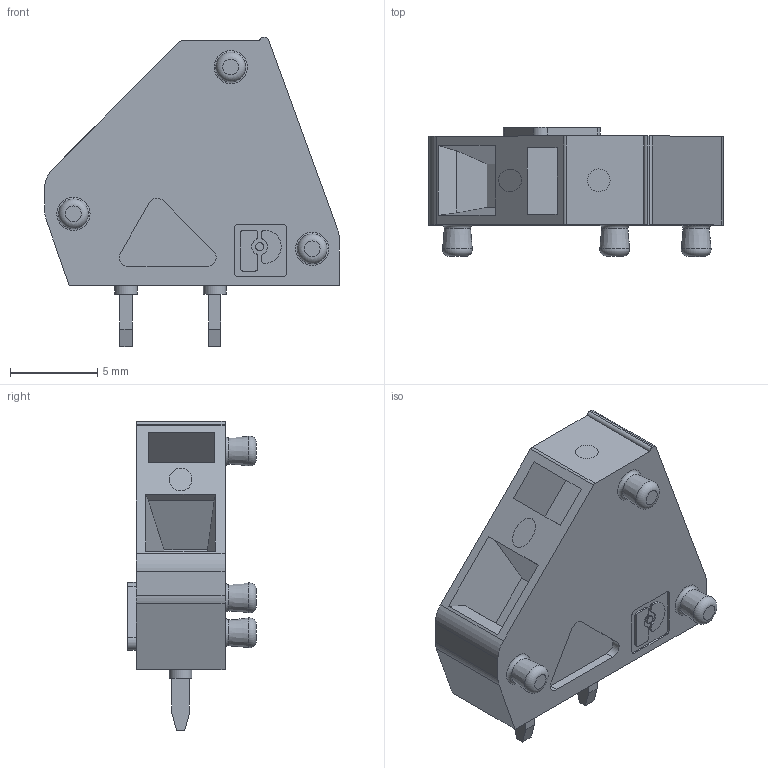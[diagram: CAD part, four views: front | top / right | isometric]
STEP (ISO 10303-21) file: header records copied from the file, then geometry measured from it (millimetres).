
FILE_DESCRIPTION(/* description */ (''),/* implementation_level */ '2;1');
FILE_NAME(/* name */ 'PHOENIX_1706701.stp',/* time_stamp */ '2016-06-01T13:08:35+02:00',/* author */ ('riccim'),/* organization */ ('SolidWorks'),/* preprocessor_version */ 'ST-DEVELOPER v15.5',/* originating_system */ 'AutoCAD Mechanical',/* authorisation */ ' ');
FILE_SCHEMA (('AUTOMOTIVE_DESIGN { 1 0 10303 214 3 1 1 }'));
Length unit declared in the file: millimetre
Products named in the file (1): Product
Bounding box: 16.85 x 7.38 x 17.7 mm (x, y, z)
Volume: 847.4 mm3; surface area: 825.1 mm2
Topology: 4 solids, 4 shells, 132 faces, 306 edges, 200 vertices
Faces by surface type: plane 82, cylinder 32, torus 12, cone 6
Full cylindrical faces by diameter (mm): 0.457 x1, 1.3 x2
Entity records: 3675 total; most frequent: DIRECTION 641, CARTESIAN_POINT 618, ORIENTED_EDGE 570, EDGE_CURVE 285, AXIS2_PLACEMENT_3D 223, VERTEX_POINT 200, LINE 195, VECTOR 195
